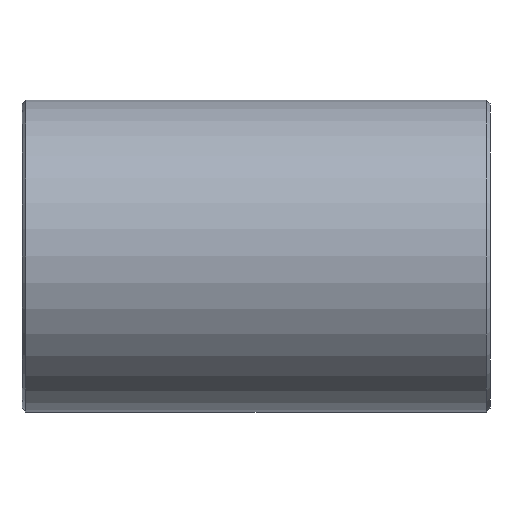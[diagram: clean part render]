
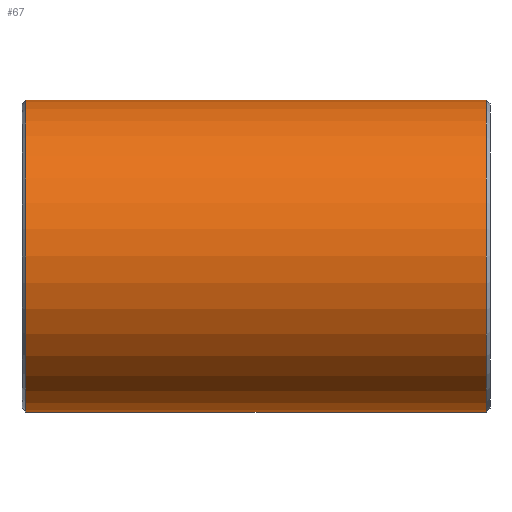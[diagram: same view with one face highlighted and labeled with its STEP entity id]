
A CAD part, front view. The second image highlights one B-rep face of the part: STEP entity #67.
In plain terms, the highlighted cylindrical face has radius 4 mm (diameter 8 mm), a full revolution.
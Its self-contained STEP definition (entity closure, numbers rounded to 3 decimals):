
#67 = ADVANCED_FACE( '', ( #132, #133 ), #134, .T. );
#132 = FACE_OUTER_BOUND( '', #202, .T. );
#133 = FACE_OUTER_BOUND( '', #203, .T. );
#134 = CYLINDRICAL_SURFACE( '', #204, 4. );
#202 = EDGE_LOOP( '', ( #266 ) );
#203 = EDGE_LOOP( '', ( #267 ) );
#204 = AXIS2_PLACEMENT_3D( '', #268, #269, #270 );
#266 = ORIENTED_EDGE( '', *, *, #341, .T. );
#267 = ORIENTED_EDGE( '', *, *, #342, .F. );
#268 = CARTESIAN_POINT( '', ( 12., 0., 0. ) );
#269 = DIRECTION( '', ( -1., 0., 0. ) );
#270 = DIRECTION( '', ( 0., 0., -1. ) );
#341 = EDGE_CURVE( '', #374, #374, #375, .T. );
#342 = EDGE_CURVE( '', #376, #376, #377, .T. );
#374 = VERTEX_POINT( '', #416 );
#375 = CIRCLE( '', #417, 4. );
#376 = VERTEX_POINT( '', #418 );
#377 = CIRCLE( '', #419, 4. );
#416 = CARTESIAN_POINT( '', ( 0.1, 0., -4. ) );
#417 = AXIS2_PLACEMENT_3D( '', #459, #460, #461 );
#418 = CARTESIAN_POINT( '', ( 11.9, 0., -4. ) );
#419 = AXIS2_PLACEMENT_3D( '', #462, #463, #464 );
#459 = CARTESIAN_POINT( '', ( 0.1, 0., 0. ) );
#460 = DIRECTION( '', ( 1., 0., 0. ) );
#461 = DIRECTION( '', ( 0., 0., -1. ) );
#462 = CARTESIAN_POINT( '', ( 11.9, 0., 0. ) );
#463 = DIRECTION( '', ( 1., 0., 0. ) );
#464 = DIRECTION( '', ( 0., 0., -1. ) );
